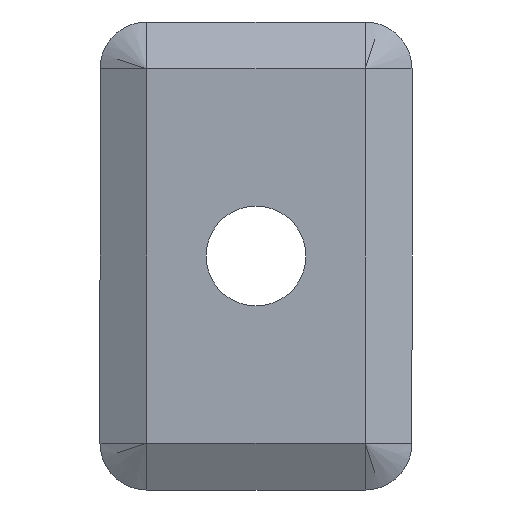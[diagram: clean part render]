
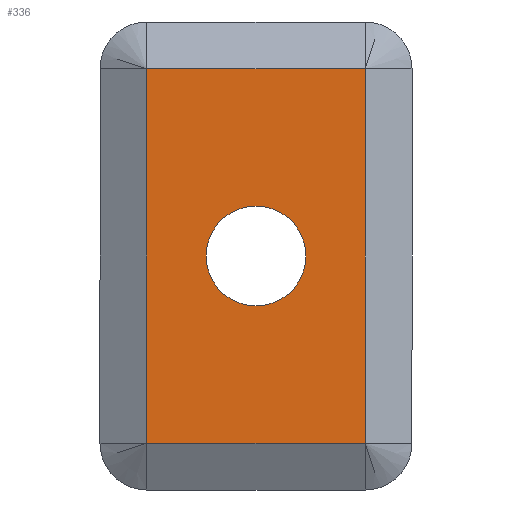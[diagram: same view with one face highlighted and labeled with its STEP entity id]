
A CAD part, front view. The second image highlights one B-rep face of the part: STEP entity #336.
In plain terms, the highlighted planar face has unit normal (0, -1, 0).
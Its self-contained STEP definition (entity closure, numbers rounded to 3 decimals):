
#3 = ORIENTED_EDGE ( 'NONE', *, *, #552, .T. ) ;
#54 = CARTESIAN_POINT ( 'NONE',  ( 8.5, 0., -13.5 ) ) ;
#95 = VECTOR ( 'NONE', #433, 1000. ) ;
#143 = ORIENTED_EDGE ( 'NONE', *, *, #1231, .T. ) ;
#160 = CARTESIAN_POINT ( 'NONE',  ( 1.5, 0., -1.5 ) ) ;
#233 = VERTEX_POINT ( 'NONE', #160 ) ;
#271 = CIRCLE ( 'NONE', #664, 1.6 ) ;
#276 = ORIENTED_EDGE ( 'NONE', *, *, #1466, .T. ) ;
#304 = CARTESIAN_POINT ( 'NONE',  ( 5., 0., -9.1 ) ) ;
#323 = DIRECTION ( 'NONE',  ( 0., 1., 0. ) ) ;
#335 = LINE ( 'NONE', #853, #95 ) ;
#336 = ADVANCED_FACE ( 'NONE', ( #404, #947 ), #1371, .T. ) ;
#342 = CARTESIAN_POINT ( 'NONE',  ( 5., 0., -7.5 ) ) ;
#357 = DIRECTION ( 'NONE',  ( 0., 0., 1. ) ) ;
#404 = FACE_OUTER_BOUND ( 'NONE', #880, .T. ) ;
#433 = DIRECTION ( 'NONE',  ( 0., 0., -1. ) ) ;
#517 = DIRECTION ( 'NONE',  ( 0., 1., 0. ) ) ;
#538 = CARTESIAN_POINT ( 'NONE',  ( 8.5, 0., -1.5 ) ) ;
#552 = EDGE_CURVE ( 'NONE', #1080, #1246, #1150, .T. ) ;
#570 = ORIENTED_EDGE ( 'NONE', *, *, #712, .T. ) ;
#613 = DIRECTION ( 'NONE',  ( 0., 0., -1. ) ) ;
#645 = CIRCLE ( 'NONE', #1538, 1.6 ) ;
#664 = AXIS2_PLACEMENT_3D ( 'NONE', #761, #517, #770 ) ;
#673 = AXIS2_PLACEMENT_3D ( 'NONE', #742, #1552, #613 ) ;
#702 = VECTOR ( 'NONE', #1209, 1000. ) ;
#712 = EDGE_CURVE ( 'NONE', #1626, #1758, #271, .T. ) ;
#717 = CARTESIAN_POINT ( 'NONE',  ( 8.5, 0., -1.5 ) ) ;
#742 = CARTESIAN_POINT ( 'NONE',  ( 0., 0., 0. ) ) ;
#746 = VECTOR ( 'NONE', #1263, 1000. ) ;
#761 = CARTESIAN_POINT ( 'NONE',  ( 5., 0., -7.5 ) ) ;
#770 = DIRECTION ( 'NONE',  ( 0., 0., 1. ) ) ;
#772 = DIRECTION ( 'NONE',  ( 1., 0., 0. ) ) ;
#853 = CARTESIAN_POINT ( 'NONE',  ( 1.5, 0., -13.5 ) ) ;
#880 = EDGE_LOOP ( 'NONE', ( #143, #3, #276, #1566 ) ) ;
#890 = CARTESIAN_POINT ( 'NONE',  ( 8.5, 0., -13.5 ) ) ;
#939 = CARTESIAN_POINT ( 'NONE',  ( 1.5, 0., -1.5 ) ) ;
#947 = FACE_BOUND ( 'NONE', #1394, .T. ) ;
#1046 = VECTOR ( 'NONE', #772, 1000. ) ;
#1060 = EDGE_CURVE ( 'NONE', #233, #1592, #335, .T. ) ;
#1080 = VERTEX_POINT ( 'NONE', #54 ) ;
#1112 = CARTESIAN_POINT ( 'NONE',  ( 1.5, 0., -13.5 ) ) ;
#1150 = LINE ( 'NONE', #717, #746 ) ;
#1209 = DIRECTION ( 'NONE',  ( -1., 0., 0. ) ) ;
#1231 = EDGE_CURVE ( 'NONE', #1592, #1080, #1305, .T. ) ;
#1246 = VERTEX_POINT ( 'NONE', #538 ) ;
#1263 = DIRECTION ( 'NONE',  ( 0., 0., 1. ) ) ;
#1305 = LINE ( 'NONE', #890, #1046 ) ;
#1343 = CARTESIAN_POINT ( 'NONE',  ( 5., 0., -5.9 ) ) ;
#1371 = PLANE ( 'NONE',  #673 ) ;
#1385 = EDGE_CURVE ( 'NONE', #1758, #1626, #645, .T. ) ;
#1394 = EDGE_LOOP ( 'NONE', ( #1700, #570 ) ) ;
#1459 = LINE ( 'NONE', #939, #702 ) ;
#1466 = EDGE_CURVE ( 'NONE', #1246, #233, #1459, .T. ) ;
#1538 = AXIS2_PLACEMENT_3D ( 'NONE', #342, #323, #357 ) ;
#1552 = DIRECTION ( 'NONE',  ( 0., -1., 0. ) ) ;
#1566 = ORIENTED_EDGE ( 'NONE', *, *, #1060, .T. ) ;
#1592 = VERTEX_POINT ( 'NONE', #1112 ) ;
#1626 = VERTEX_POINT ( 'NONE', #304 ) ;
#1700 = ORIENTED_EDGE ( 'NONE', *, *, #1385, .T. ) ;
#1758 = VERTEX_POINT ( 'NONE', #1343 ) ;
